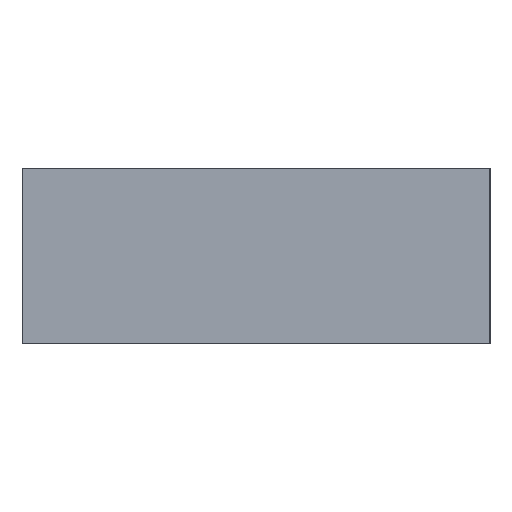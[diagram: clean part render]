
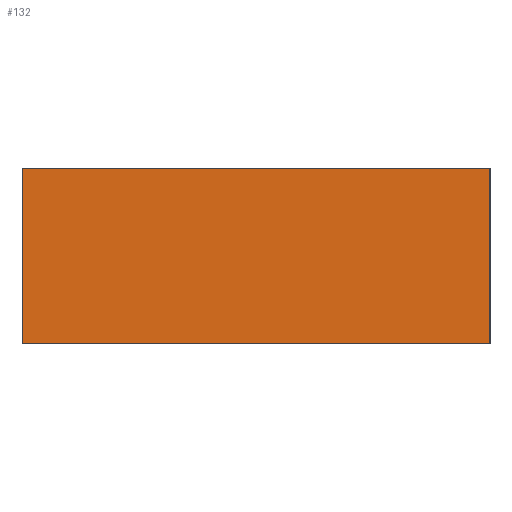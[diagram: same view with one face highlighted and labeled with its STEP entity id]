
A CAD part, left-side view. The second image highlights one B-rep face of the part: STEP entity #132.
In plain terms, the highlighted planar face has unit normal (-1, 0, 0).
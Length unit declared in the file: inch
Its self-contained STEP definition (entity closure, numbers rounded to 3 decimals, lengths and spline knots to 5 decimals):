
#2 = DIRECTION ( 'NONE',  ( 0., -1., 0. ) ) ;
#27 = CARTESIAN_POINT ( 'NONE',  ( 0., 0., 0.375 ) ) ;
#28 = CARTESIAN_POINT ( 'NONE',  ( 0., 1., 0.375 ) ) ;
#31 = CARTESIAN_POINT ( 'NONE',  ( 0., 1., 0.375 ) ) ;
#41 = VERTEX_POINT ( 'NONE', #243 ) ;
#48 = VERTEX_POINT ( 'NONE', #339 ) ;
#51 = CARTESIAN_POINT ( 'NONE',  ( 0., 0., 0.375 ) ) ;
#52 = VECTOR ( 'NONE', #123, 39.37008 ) ;
#86 = VECTOR ( 'NONE', #2, 39.37008 ) ;
#98 = CARTESIAN_POINT ( 'NONE',  ( 0., 0., 0.375 ) ) ;
#99 = CARTESIAN_POINT ( 'NONE',  ( 0., 0., 0.375 ) ) ;
#112 = PLANE ( 'NONE',  #227 ) ;
#116 = FACE_OUTER_BOUND ( 'NONE', #231, .T. ) ;
#117 = EDGE_CURVE ( 'NONE', #351, #41, #165, .T. ) ;
#123 = DIRECTION ( 'NONE',  ( 0., 0., -1. ) ) ;
#129 = ORIENTED_EDGE ( 'NONE', *, *, #117, .F. ) ;
#132 = ADVANCED_FACE ( 'NONE', ( #116 ), #112, .F. ) ;
#139 = DIRECTION ( 'NONE',  ( 0., -1., 0. ) ) ;
#156 = ORIENTED_EDGE ( 'NONE', *, *, #182, .F. ) ;
#165 = LINE ( 'NONE', #99, #52 ) ;
#168 = CARTESIAN_POINT ( 'NONE',  ( 0., 0., 0. ) ) ;
#182 = EDGE_CURVE ( 'NONE', #198, #351, #184, .T. ) ;
#183 = LINE ( 'NONE', #28, #248 ) ;
#184 = LINE ( 'NONE', #51, #86 ) ;
#192 = DIRECTION ( 'NONE',  ( 1., 0., 0. ) ) ;
#198 = VERTEX_POINT ( 'NONE', #31 ) ;
#214 = DIRECTION ( 'NONE',  ( 0., 0., -1. ) ) ;
#219 = EDGE_CURVE ( 'NONE', #198, #48, #183, .T. ) ;
#227 = AXIS2_PLACEMENT_3D ( 'NONE', #27, #192, #340 ) ;
#231 = EDGE_LOOP ( 'NONE', ( #232, #129, #156, #261 ) ) ;
#232 = ORIENTED_EDGE ( 'NONE', *, *, #251, .T. ) ;
#243 = CARTESIAN_POINT ( 'NONE',  ( 0., 0., 0. ) ) ;
#248 = VECTOR ( 'NONE', #214, 39.37008 ) ;
#251 = EDGE_CURVE ( 'NONE', #48, #41, #334, .T. ) ;
#261 = ORIENTED_EDGE ( 'NONE', *, *, #219, .T. ) ;
#312 = VECTOR ( 'NONE', #139, 39.37008 ) ;
#334 = LINE ( 'NONE', #168, #312 ) ;
#339 = CARTESIAN_POINT ( 'NONE',  ( 0., 1., 0. ) ) ;
#340 = DIRECTION ( 'NONE',  ( 0., 0., -1. ) ) ;
#351 = VERTEX_POINT ( 'NONE', #98 ) ;
